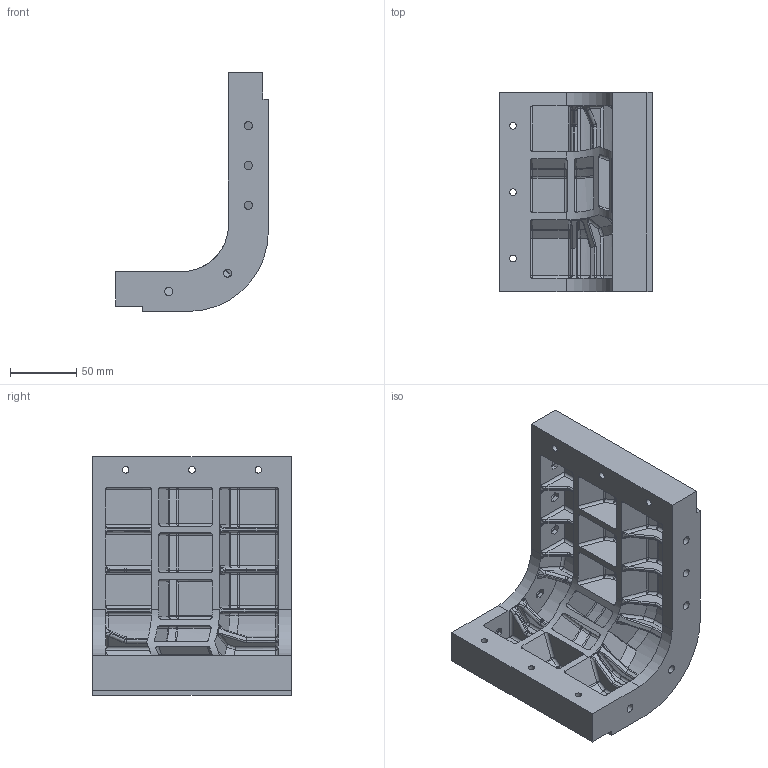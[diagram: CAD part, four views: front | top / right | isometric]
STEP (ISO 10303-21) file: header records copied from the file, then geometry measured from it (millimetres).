
FILE_DESCRIPTION(/* description */ (''),/* implementation_level */ '2;1');
FILE_NAME(/* name */ '',/* time_stamp */ '2025-10-10T19:16:35+03:00',/* author */ ('I9232'),/* organization */ (''),/* preprocessor_version */ 'ST-DEVELOPER v19.2',/* originating_system */ 'Autodesk Inventor 2023',/* authorisation */ '');
FILE_SCHEMA (('AUTOMOTIVE_DESIGN { 1 0 10303 214 3 1 1 }'));
Length unit declared in the file: millimetre
Products named in the file (1): Столб_версия_
2.0
Bounding box: 115 x 150 x 180 mm (x, y, z)
Volume: 551571.9 mm3; surface area: 157114.8 mm2
Topology: 1 solids, 1 shells, 667 faces, 1576 edges, 892 vertices
Faces by surface type: cylinder 268, plane 196, bspline 98, sphere 80, torus 25
Full cylindrical faces by diameter (mm): 5 x6, 6.1 x2, 6.2 x8
Entity records: 22084 total; most frequent: CARTESIAN_POINT 7061, DIRECTION 3174, ORIENTED_EDGE 3086, EDGE_CURVE 1543, AXIS2_PLACEMENT_3D 1196, VERTEX_POINT 892, LINE 782, VECTOR 782
